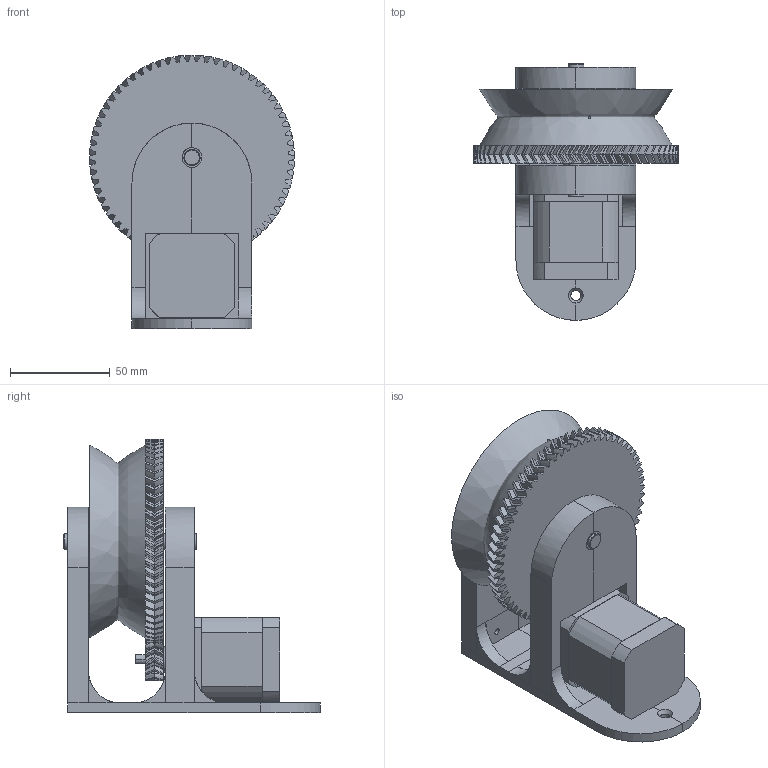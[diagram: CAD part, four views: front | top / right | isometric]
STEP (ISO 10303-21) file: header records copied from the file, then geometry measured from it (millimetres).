
FILE_DESCRIPTION(/* description */ (''),/* implementation_level */ '2;1');
FILE_NAME(/* name */ 'axis',/* time_stamp */ '2022-06-24T17:19:01+01:00',/* author */ (''),/* organization */ (''),/* preprocessor_version */ 'ST-DEVELOPER v16.5',/* originating_system */ 'Rhino 7.19',/* authorisation */ '');
FILE_SCHEMA (('CONFIG_CONTROL_DESIGN'));
Length unit declared in the file: millimetre
Products named in the file (2): Document; Block 03
Assembly tree (2 placements, depth 2):
  Document
    Block 03  x2
Bounding box: 102.54 x 128.35 x 137.01 mm (x, y, z)
Volume: 476132.2 mm3; surface area: 99893.7 mm2
Topology: 37 solids, 41 shells, 982 faces, 2351 edges, 1398 vertices
Faces by surface type: bspline 557, cylinder 254, plane 171
Full cylindrical faces by diameter (mm): 1.271 x2, 1.689 x1, 5 x3, 6 x4, 8 x3, 8.1 x2, 9.81 x2, 10 x4, 11.746 x6, 12.887 x1, 13.681 x2, 16.319 x8, 22 x2, 22.1 x1, 23.478 x1
Entity records: 64034 total; most frequent: CARTESIAN_POINT 50054, ORIENTED_EDGE 4532, EDGE_CURVE 2268, VERTEX_POINT 1380, EDGE_LOOP 1037, ADVANCED_FACE 974, FACE_OUTER_BOUND 974, B_SPLINE_CURVE_WITH_KNOTS 710
